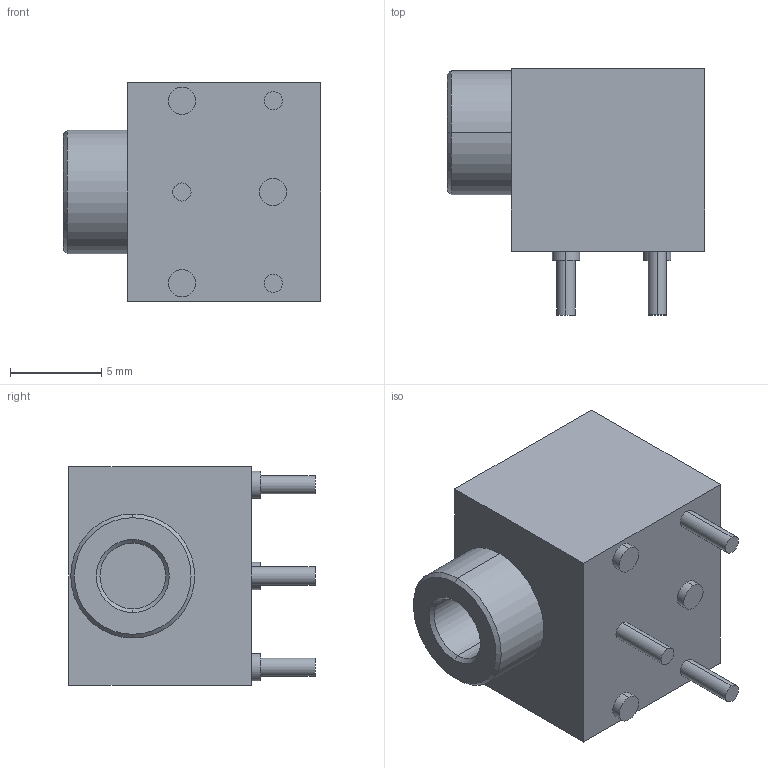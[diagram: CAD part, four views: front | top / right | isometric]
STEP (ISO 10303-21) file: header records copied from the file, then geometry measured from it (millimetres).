
FILE_DESCRIPTION (( 'STEP AP214' ), '1' );
FILE_NAME ('924CA70F-5A7A-4656-83FB-D3A26DC32416.STEP', '2009-02-27T08:14:01', ( 'sysAdmin' ), ( 'SolidWorks' ), 'SwSTEP 2.0', 'SolidWorks 2009', '' );
FILE_SCHEMA (( 'AUTOMOTIVE_DESIGN' ));
Length unit declared in the file: millimetre
Products named in the file (1): 924CA70F-5A7A-4656-83FB-D3A26DC32416
Bounding box: 14.1 x 13.5 x 12 mm (x, y, z)
Volume: 1373.8 mm3; surface area: 857.1 mm2
Topology: 1 solids, 1 shells, 34 faces, 68 edges, 44 vertices
Faces by surface type: cylinder 16, plane 14, cone 4
Entity records: 1293 total; most frequent: DIRECTION 174, CARTESIAN_POINT 147, ORIENTED_EDGE 136, AXIS2_PLACEMENT_3D 71, EDGE_CURVE 68, VERTEX_POINT 44, EDGE_LOOP 42, CIRCLE 36
